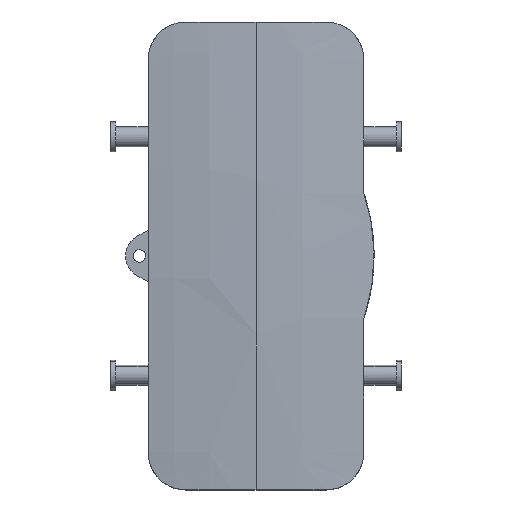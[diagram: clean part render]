
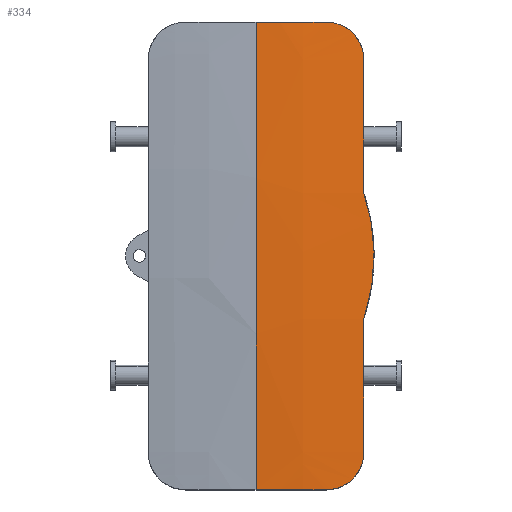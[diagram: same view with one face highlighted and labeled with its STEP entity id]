
A CAD part, top view. The second image highlights one B-rep face of the part: STEP entity #334.
In plain terms, the highlighted face is a revolution surface.
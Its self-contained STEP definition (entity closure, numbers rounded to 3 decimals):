
#289=AXIS2_PLACEMENT_3D('Circle Axis2P3D',#287,#288,$) ;
#321=AXIS2_PLACEMENT_3D('Circle Axis2P3D',#319,#320,$) ;
#190=CARTESIAN_POINT('Vertex',(50.5,85.8,21.59)) ;
#194=CARTESIAN_POINT('Control Point',(50.5,85.8,21.59)) ;
#195=CARTESIAN_POINT('Control Point',(50.5,80.473,21.825)) ;
#196=CARTESIAN_POINT('Control Point',(50.5,75.144,22.019)) ;
#197=CARTESIAN_POINT('Control Point',(50.5,69.813,22.174)) ;
#198=CARTESIAN_POINT('Control Point',(50.5,64.482,22.289)) ;
#199=CARTESIAN_POINT('Control Point',(50.5,59.15,22.363)) ;
#200=CARTESIAN_POINT('Vertex',(50.5,59.15,22.363)) ;
#240=CARTESIAN_POINT('Control Point',(50.5,85.8,21.59)) ;
#241=CARTESIAN_POINT('Control Point',(50.5,88.161,21.486)) ;
#242=CARTESIAN_POINT('Control Point',(49.574,90.531,21.509)) ;
#243=CARTESIAN_POINT('Control Point',(47.694,92.385,21.688)) ;
#244=CARTESIAN_POINT('Control Point',(45.35,93.3,21.908)) ;
#245=CARTESIAN_POINT('Control Point',(43.,93.3,22.13)) ;
#246=CARTESIAN_POINT('Vertex',(43.,93.3,22.13)) ;
#269=CARTESIAN_POINT('Control Point',(29.,-0.021,22.789)) ;
#270=CARTESIAN_POINT('Control Point',(29.,31.065,24.403)) ;
#271=CARTESIAN_POINT('Control Point',(29.,62.235,24.403)) ;
#272=CARTESIAN_POINT('Control Point',(29.,93.321,22.789)) ;
#273=CARTESIAN_POINT('Axis1P Location',(29.,46.65,-126.)) ;
#278=CARTESIAN_POINT('Control Point',(29.,0.,22.79)) ;
#279=CARTESIAN_POINT('Control Point',(29.,31.072,24.403)) ;
#280=CARTESIAN_POINT('Control Point',(29.,62.228,24.403)) ;
#281=CARTESIAN_POINT('Control Point',(29.,93.3,22.79)) ;
#282=CARTESIAN_POINT('Vertex',(29.,0.,22.79)) ;
#284=CARTESIAN_POINT('Vertex',(29.,93.3,22.79)) ;
#287=CARTESIAN_POINT('Axis2P3D Location',(29.,0.,-126.)) ;
#291=CARTESIAN_POINT('Vertex',(43.,0.,22.13)) ;
#295=CARTESIAN_POINT('Control Point',(50.5,7.5,21.59)) ;
#296=CARTESIAN_POINT('Control Point',(50.5,5.139,21.486)) ;
#297=CARTESIAN_POINT('Control Point',(49.572,2.767,21.509)) ;
#298=CARTESIAN_POINT('Control Point',(47.693,0.913,21.688)) ;
#299=CARTESIAN_POINT('Control Point',(45.347,0.,21.908)) ;
#300=CARTESIAN_POINT('Control Point',(43.,0.,22.13)) ;
#301=CARTESIAN_POINT('Vertex',(50.5,7.5,21.59)) ;
#305=CARTESIAN_POINT('Control Point',(50.5,7.5,21.59)) ;
#306=CARTESIAN_POINT('Control Point',(50.5,16.379,21.981)) ;
#307=CARTESIAN_POINT('Control Point',(50.5,25.263,22.239)) ;
#308=CARTESIAN_POINT('Control Point',(50.5,34.15,22.363)) ;
#309=CARTESIAN_POINT('Vertex',(50.5,34.15,22.363)) ;
#313=CARTESIAN_POINT('Control Point',(50.5,34.15,22.363)) ;
#314=CARTESIAN_POINT('Control Point',(52.539,40.176,22.152)) ;
#315=CARTESIAN_POINT('Control Point',(53.268,46.65,22.045)) ;
#316=CARTESIAN_POINT('Control Point',(52.539,53.124,22.152)) ;
#317=CARTESIAN_POINT('Control Point',(50.5,59.15,22.363)) ;
#319=CARTESIAN_POINT('Axis2P3D Location',(29.,93.3,-126.)) ;
#274=DIRECTION('Axis1P Direction',(0.,-1.,0.)) ;
#288=DIRECTION('Axis2P3D Direction',(0.,-1.,0.)) ;
#320=DIRECTION('Axis2P3D Direction',(0.,-1.,0.)) ;
#275=AXIS1_PLACEMENT('Revolution Surface Axis1P',#273,#274) ;
#325=ORIENTED_EDGE('',*,*,#286,.F.) ;
#326=ORIENTED_EDGE('',*,*,#293,.F.) ;
#327=ORIENTED_EDGE('',*,*,#303,.F.) ;
#328=ORIENTED_EDGE('',*,*,#311,.T.) ;
#329=ORIENTED_EDGE('',*,*,#318,.T.) ;
#330=ORIENTED_EDGE('',*,*,#202,.F.) ;
#331=ORIENTED_EDGE('',*,*,#248,.F.) ;
#332=ORIENTED_EDGE('',*,*,#323,.T.) ;
#334=ADVANCED_FACE('Cover',(#333),#276,.F.) ;
#193=B_SPLINE_CURVE_WITH_KNOTS('',5,(#194,#195,#196,#197,#198,#199),.UNSPECIFIED.,.F.,.U.,(6,6),(0.,37.706),.UNSPECIFIED.) ;
#239=B_SPLINE_CURVE_WITH_KNOTS('',5,(#240,#241,#242,#243,#244,#245),.UNSPECIFIED.,.F.,.U.,(6,6),(0.,17.156),.UNSPECIFIED.) ;
#268=B_SPLINE_CURVE_WITH_KNOTS('',3,(#269,#270,#271,#272),.UNSPECIFIED.,.F.,.U.,(4,4),(1367.025,1460.451),.UNSPECIFIED.) ;
#277=B_SPLINE_CURVE_WITH_KNOTS('',3,(#278,#279,#280,#281),.UNSPECIFIED.,.F.,.U.,(4,4),(1367.046,1460.429),.UNSPECIFIED.) ;
#294=B_SPLINE_CURVE_WITH_KNOTS('',5,(#295,#296,#297,#298,#299,#300),.UNSPECIFIED.,.F.,.U.,(6,6),(0.,17.166),.UNSPECIFIED.) ;
#304=B_SPLINE_CURVE_WITH_KNOTS('',3,(#305,#306,#307,#308),.UNSPECIFIED.,.F.,.U.,(4,4),(0.,37.715),.UNSPECIFIED.) ;
#312=B_SPLINE_CURVE_WITH_KNOTS('',4,(#313,#314,#315,#316,#317),.UNSPECIFIED.,.F.,.U.,(5,5),(0.,36.222),.UNSPECIFIED.) ;
#290=CIRCLE('generated circle',#289,148.79) ;
#322=CIRCLE('generated circle',#321,148.79) ;
#202=EDGE_CURVE('',#191,#201,#193,.T.) ;
#248=EDGE_CURVE('',#247,#191,#239,.F.) ;
#286=EDGE_CURVE('',#283,#285,#277,.T.) ;
#293=EDGE_CURVE('',#292,#283,#290,.T.) ;
#303=EDGE_CURVE('',#302,#292,#294,.T.) ;
#311=EDGE_CURVE('',#302,#310,#304,.T.) ;
#318=EDGE_CURVE('',#310,#201,#312,.T.) ;
#323=EDGE_CURVE('',#247,#285,#322,.T.) ;
#324=EDGE_LOOP('',(#325,#326,#327,#328,#329,#330,#331,#332)) ;
#333=FACE_OUTER_BOUND('',#324,.T.) ;
#276=SURFACE_OF_REVOLUTION('Surface of Revolution',#268,#275) ;
#191=VERTEX_POINT('',#190) ;
#201=VERTEX_POINT('',#200) ;
#247=VERTEX_POINT('',#246) ;
#283=VERTEX_POINT('',#282) ;
#285=VERTEX_POINT('',#284) ;
#292=VERTEX_POINT('',#291) ;
#302=VERTEX_POINT('',#301) ;
#310=VERTEX_POINT('',#309) ;
